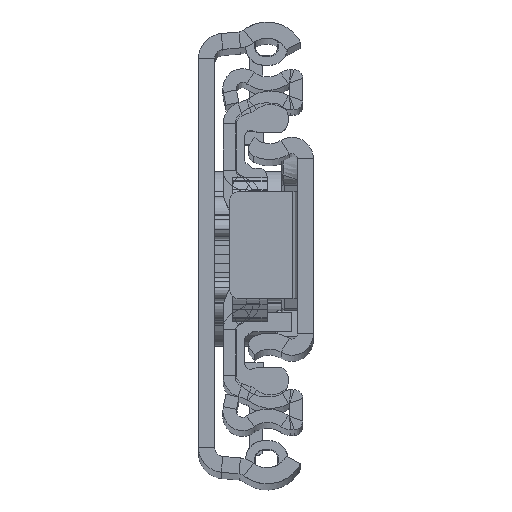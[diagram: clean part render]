
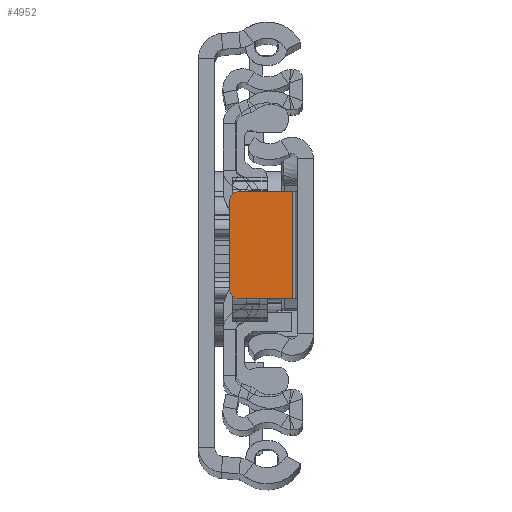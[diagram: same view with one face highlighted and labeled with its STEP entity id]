
A CAD part, top view. The second image highlights one B-rep face of the part: STEP entity #4952.
In plain terms, the highlighted planar face has unit normal (0, 0, 1).
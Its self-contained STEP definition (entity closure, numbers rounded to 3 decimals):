
#825 = DIRECTION ( 'NONE',  ( 0., 0., 1. ) ) ;
#830 = LINE ( 'NONE', #16762, #1547 ) ;
#1517 = DIRECTION ( 'NONE',  ( 0., 0., 1. ) ) ;
#1547 = VECTOR ( 'NONE', #29943, 1000. ) ;
#1622 = CARTESIAN_POINT ( 'NONE',  ( -2.3, 6.151, -6.8 ) ) ;
#2129 = EDGE_CURVE ( 'NONE', #25673, #32861, #17042, .T. ) ;
#4896 = ORIENTED_EDGE ( 'NONE', *, *, #30681, .F. ) ;
#4952 = ADVANCED_FACE ( 'NONE', ( #24329 ), #11349, .T. ) ;
#5280 = CARTESIAN_POINT ( 'NONE',  ( -2.3, 6.151, -6.8 ) ) ;
#6873 = DIRECTION ( 'NONE',  ( 0., 1., 0. ) ) ;
#8221 = CARTESIAN_POINT ( 'NONE',  ( -9.4, -5.849, -6.8 ) ) ;
#8576 = EDGE_LOOP ( 'NONE', ( #15231, #31074, #4896, #9702, #15365, #33149 ) ) ;
#8914 = DIRECTION ( 'NONE',  ( 1., 0., 0. ) ) ;
#9421 = CIRCLE ( 'NONE', #28547, 1. ) ;
#9702 = ORIENTED_EDGE ( 'NONE', *, *, #2129, .F. ) ;
#10798 = DIRECTION ( 'NONE',  ( -1., 0., 0. ) ) ;
#11349 = PLANE ( 'NONE',  #30888 ) ;
#11651 = CARTESIAN_POINT ( 'NONE',  ( -8.4, -4.849, -6.8 ) ) ;
#11660 = CARTESIAN_POINT ( 'NONE',  ( -8.4, 6.151, -6.8 ) ) ;
#13642 = CARTESIAN_POINT ( 'NONE',  ( -9.4, -4.849, -6.8 ) ) ;
#14091 = DIRECTION ( 'NONE',  ( 1., 0., 0. ) ) ;
#14857 = VERTEX_POINT ( 'NONE', #13642 ) ;
#15081 = CARTESIAN_POINT ( 'NONE',  ( -8.4, -5.849, -6.8 ) ) ;
#15231 = ORIENTED_EDGE ( 'NONE', *, *, #28023, .F. ) ;
#15365 = ORIENTED_EDGE ( 'NONE', *, *, #25340, .F. ) ;
#15736 = VECTOR ( 'NONE', #6873, 1000. ) ;
#16253 = CARTESIAN_POINT ( 'NONE',  ( -8.4, 5.151, -6.8 ) ) ;
#16323 = VECTOR ( 'NONE', #10798, 1000. ) ;
#16762 = CARTESIAN_POINT ( 'NONE',  ( -1.8, 6.151, -6.8 ) ) ;
#17042 = LINE ( 'NONE', #1622, #26275 ) ;
#19160 = DIRECTION ( 'NONE',  ( 1., 0., 0. ) ) ;
#19365 = CARTESIAN_POINT ( 'NONE',  ( -9.4, 6.151, -6.8 ) ) ;
#20043 = EDGE_CURVE ( 'NONE', #24017, #22276, #9421, .T. ) ;
#21158 = AXIS2_PLACEMENT_3D ( 'NONE', #11651, #1517, #8914 ) ;
#21760 = CARTESIAN_POINT ( 'NONE',  ( 0., 0., -6.8 ) ) ;
#22134 = DIRECTION ( 'NONE',  ( 0., -1., 0. ) ) ;
#22276 = VERTEX_POINT ( 'NONE', #24308 ) ;
#24017 = VERTEX_POINT ( 'NONE', #11660 ) ;
#24308 = CARTESIAN_POINT ( 'NONE',  ( -9.4, 5.151, -6.8 ) ) ;
#24329 = FACE_OUTER_BOUND ( 'NONE', #8576, .T. ) ;
#25340 = EDGE_CURVE ( 'NONE', #24017, #25673, #830, .T. ) ;
#25673 = VERTEX_POINT ( 'NONE', #5280 ) ;
#26076 = CIRCLE ( 'NONE', #21158, 1. ) ;
#26275 = VECTOR ( 'NONE', #22134, 1000. ) ;
#26323 = VERTEX_POINT ( 'NONE', #15081 ) ;
#26342 = LINE ( 'NONE', #8221, #16323 ) ;
#27233 = LINE ( 'NONE', #19365, #15736 ) ;
#28023 = EDGE_CURVE ( 'NONE', #14857, #22276, #27233, .T. ) ;
#28547 = AXIS2_PLACEMENT_3D ( 'NONE', #16253, #825, #19160 ) ;
#29943 = DIRECTION ( 'NONE',  ( 1., 0., 0. ) ) ;
#30681 = EDGE_CURVE ( 'NONE', #32861, #26323, #26342, .T. ) ;
#30888 = AXIS2_PLACEMENT_3D ( 'NONE', #21760, #32229, #14091 ) ;
#31074 = ORIENTED_EDGE ( 'NONE', *, *, #32478, .T. ) ;
#32229 = DIRECTION ( 'NONE',  ( 0., 0., 1. ) ) ;
#32478 = EDGE_CURVE ( 'NONE', #14857, #26323, #26076, .T. ) ;
#32861 = VERTEX_POINT ( 'NONE', #33270 ) ;
#33149 = ORIENTED_EDGE ( 'NONE', *, *, #20043, .T. ) ;
#33270 = CARTESIAN_POINT ( 'NONE',  ( -2.3, -5.849, -6.8 ) ) ;
